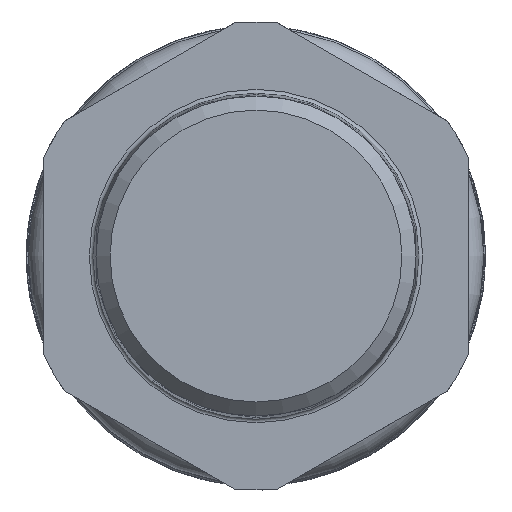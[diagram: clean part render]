
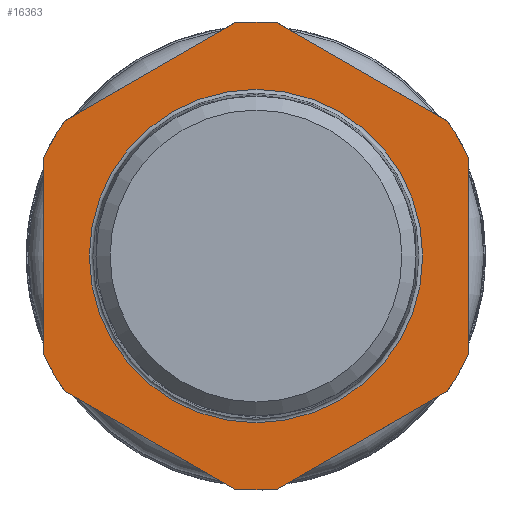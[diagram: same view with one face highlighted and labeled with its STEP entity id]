
A CAD part, left-side view. The second image highlights one B-rep face of the part: STEP entity #16363.
In plain terms, the highlighted planar face has unit normal (-1, 0, 0).
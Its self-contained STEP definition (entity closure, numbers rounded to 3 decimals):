
#594=FACE_BOUND('',#4740,.T.);
#1328=CIRCLE('',#17800,21.58);
#1329=CIRCLE('',#17801,21.58);
#1333=CIRCLE('',#17807,30.3);
#1334=CIRCLE('',#17808,30.3);
#1335=CIRCLE('',#17809,30.3);
#1336=CIRCLE('',#17810,30.3);
#1337=CIRCLE('',#17811,30.3);
#1338=CIRCLE('',#17812,30.3);
#2255=LINE('',#34352,#2991);
#2256=LINE('',#34356,#2992);
#2257=LINE('',#34360,#2993);
#2258=LINE('',#34364,#2994);
#2259=LINE('',#34368,#2995);
#2260=LINE('',#34372,#2996);
#2991=VECTOR('',#21370,10.);
#2992=VECTOR('',#21373,10.);
#2993=VECTOR('',#21376,10.);
#2994=VECTOR('',#21379,10.);
#2995=VECTOR('',#21382,10.);
#2996=VECTOR('',#21385,10.);
#3841=FACE_OUTER_BOUND('',#4739,.T.);
#4739=EDGE_LOOP('',(#14227,#14228,#14229,#14230,#14231,#14232,#14233,#14234,
#14235,#14236,#14237,#14238));
#4740=EDGE_LOOP('',(#14239,#14240));
#7096=VERTEX_POINT('',#34337);
#7097=VERTEX_POINT('',#34339);
#7100=VERTEX_POINT('',#34350);
#7101=VERTEX_POINT('',#34351);
#7102=VERTEX_POINT('',#34353);
#7103=VERTEX_POINT('',#34355);
#7104=VERTEX_POINT('',#34357);
#7105=VERTEX_POINT('',#34359);
#7106=VERTEX_POINT('',#34361);
#7107=VERTEX_POINT('',#34363);
#7108=VERTEX_POINT('',#34365);
#7109=VERTEX_POINT('',#34367);
#7110=VERTEX_POINT('',#34369);
#7111=VERTEX_POINT('',#34371);
#9482=EDGE_CURVE('',#7096,#7097,#1328,.T.);
#9483=EDGE_CURVE('',#7097,#7096,#1329,.T.);
#9488=EDGE_CURVE('',#7100,#7101,#2255,.T.);
#9489=EDGE_CURVE('',#7102,#7101,#1333,.T.);
#9490=EDGE_CURVE('',#7102,#7103,#2256,.T.);
#9491=EDGE_CURVE('',#7104,#7103,#1334,.T.);
#9492=EDGE_CURVE('',#7104,#7105,#2257,.T.);
#9493=EDGE_CURVE('',#7106,#7105,#1335,.T.);
#9494=EDGE_CURVE('',#7106,#7107,#2258,.T.);
#9495=EDGE_CURVE('',#7108,#7107,#1336,.T.);
#9496=EDGE_CURVE('',#7108,#7109,#2259,.T.);
#9497=EDGE_CURVE('',#7110,#7109,#1337,.T.);
#9498=EDGE_CURVE('',#7110,#7111,#2260,.T.);
#9499=EDGE_CURVE('',#7100,#7111,#1338,.T.);
#14227=ORIENTED_EDGE('',*,*,#9488,.T.);
#14228=ORIENTED_EDGE('',*,*,#9489,.F.);
#14229=ORIENTED_EDGE('',*,*,#9490,.T.);
#14230=ORIENTED_EDGE('',*,*,#9491,.F.);
#14231=ORIENTED_EDGE('',*,*,#9492,.T.);
#14232=ORIENTED_EDGE('',*,*,#9493,.F.);
#14233=ORIENTED_EDGE('',*,*,#9494,.T.);
#14234=ORIENTED_EDGE('',*,*,#9495,.F.);
#14235=ORIENTED_EDGE('',*,*,#9496,.T.);
#14236=ORIENTED_EDGE('',*,*,#9497,.F.);
#14237=ORIENTED_EDGE('',*,*,#9498,.T.);
#14238=ORIENTED_EDGE('',*,*,#9499,.F.);
#14239=ORIENTED_EDGE('',*,*,#9483,.F.);
#14240=ORIENTED_EDGE('',*,*,#9482,.F.);
#14686=PLANE('',#17806);
#16363=ADVANCED_FACE('',(#3841,#594),#14686,.T.);
#17800=AXIS2_PLACEMENT_3D('',#34340,#21355,#21356);
#17801=AXIS2_PLACEMENT_3D('',#34341,#21357,#21358);
#17806=AXIS2_PLACEMENT_3D('',#34349,#21368,#21369);
#17807=AXIS2_PLACEMENT_3D('',#34354,#21371,#21372);
#17808=AXIS2_PLACEMENT_3D('',#34358,#21374,#21375);
#17809=AXIS2_PLACEMENT_3D('',#34362,#21377,#21378);
#17810=AXIS2_PLACEMENT_3D('',#34366,#21380,#21381);
#17811=AXIS2_PLACEMENT_3D('',#34370,#21383,#21384);
#17812=AXIS2_PLACEMENT_3D('',#34373,#21386,#21387);
#21355=DIRECTION('center_axis',(-1.,0.,0.));
#21356=DIRECTION('ref_axis',(0.,0.,
-1.));
#21357=DIRECTION('center_axis',(-1.,0.,0.));
#21358=DIRECTION('ref_axis',(0.,0.,
-1.));
#21368=DIRECTION('center_axis',(-1.,0.,0.));
#21369=DIRECTION('ref_axis',(0.,0.,
-1.));
#21370=DIRECTION('',(0.,0.866,-0.5));
#21371=DIRECTION('center_axis',(1.,0.,0.));
#21372=DIRECTION('ref_axis',(0.,0.,
1.));
#21373=DIRECTION('',(0.,0.,-1.));
#21374=DIRECTION('center_axis',(1.,0.,0.));
#21375=DIRECTION('ref_axis',(0.,0.,
1.));
#21376=DIRECTION('',(0.,-0.866,-0.5));
#21377=DIRECTION('center_axis',(1.,0.,0.));
#21378=DIRECTION('ref_axis',(0.,0.,
1.));
#21379=DIRECTION('',(0.,-0.866,0.5));
#21380=DIRECTION('center_axis',(1.,0.,0.));
#21381=DIRECTION('ref_axis',(0.,0.,
1.));
#21382=DIRECTION('',(0.,0.,1.));
#21383=DIRECTION('center_axis',(1.,0.,0.));
#21384=DIRECTION('ref_axis',(0.,0.,
1.));
#21385=DIRECTION('',(0.,0.866,0.5));
#21386=DIRECTION('center_axis',(1.,0.,0.));
#21387=DIRECTION('ref_axis',(0.,0.,
1.));
#34337=CARTESIAN_POINT('',(-37.065,0.,-21.58));
#34339=CARTESIAN_POINT('',(-37.065,0.,21.58));
#34340=CARTESIAN_POINT('Origin',(-37.065,0.,
0.));
#34341=CARTESIAN_POINT('Origin',(-37.065,0.,
0.));
#34349=CARTESIAN_POINT('Origin',(-37.065,-30.3,0.));
#34350=CARTESIAN_POINT('',(-37.065,2.733,30.177));
#34351=CARTESIAN_POINT('',(-37.065,24.767,17.455));
#34352=CARTESIAN_POINT('',(-37.065,-3.121,33.556));
#34353=CARTESIAN_POINT('',(-37.065,27.5,12.722));
#34354=CARTESIAN_POINT('Origin',(-37.065,0.,
0.));
#34355=CARTESIAN_POINT('',(-37.065,27.5,-12.722));
#34356=CARTESIAN_POINT('',(-37.065,27.5,6.361));
#34357=CARTESIAN_POINT('',(-37.065,24.767,-17.455));
#34358=CARTESIAN_POINT('Origin',(-37.065,0.,
0.));
#34359=CARTESIAN_POINT('',(-37.065,2.733,-30.177));
#34360=CARTESIAN_POINT('',(-37.065,7.896,-27.195));
#34361=CARTESIAN_POINT('',(-37.065,-2.733,-30.177));
#34362=CARTESIAN_POINT('Origin',(-37.065,0.,
0.));
#34363=CARTESIAN_POINT('',(-37.065,-24.767,-17.455));
#34364=CARTESIAN_POINT('',(-37.065,-19.604,-20.436));
#34365=CARTESIAN_POINT('',(-37.065,-27.5,-12.722));
#34366=CARTESIAN_POINT('Origin',(-37.065,0.,
0.));
#34367=CARTESIAN_POINT('',(-37.065,-27.5,12.722));
#34368=CARTESIAN_POINT('',(-37.065,-27.5,-6.361));
#34369=CARTESIAN_POINT('',(-37.065,-24.767,17.455));
#34370=CARTESIAN_POINT('Origin',(-37.065,0.,
0.));
#34371=CARTESIAN_POINT('',(-37.065,-2.733,30.177));
#34372=CARTESIAN_POINT('',(-37.065,-30.621,14.075));
#34373=CARTESIAN_POINT('Origin',(-37.065,0.,
0.));
